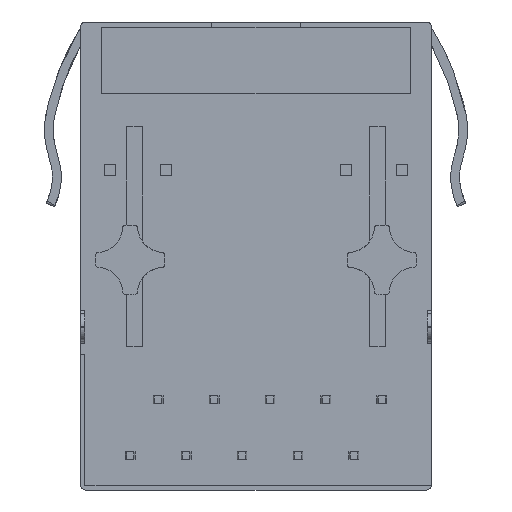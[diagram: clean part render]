
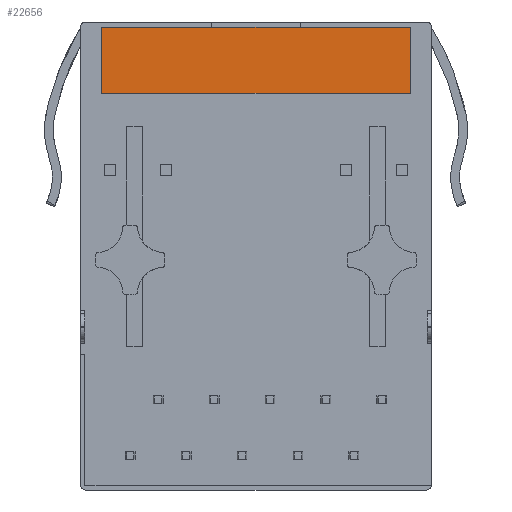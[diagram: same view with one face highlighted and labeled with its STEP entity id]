
A CAD part, front view. The second image highlights one B-rep face of the part: STEP entity #22656.
In plain terms, the highlighted planar face has unit normal (0, -1, 0).
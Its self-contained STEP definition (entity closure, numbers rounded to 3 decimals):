
#1050 = VERTEX_POINT ( 'NONE', #12855 ) ;
#1403 = AXIS2_PLACEMENT_3D ( 'NONE', #13967, #2711, #10720 ) ;
#2711 = DIRECTION ( 'NONE',  ( 0., -1., 0. ) ) ;
#4265 = VERTEX_POINT ( 'NONE', #7624 ) ;
#6597 = LINE ( 'NONE', #16491, #15596 ) ;
#7252 = LINE ( 'NONE', #16905, #13968 ) ;
#7595 = EDGE_LOOP ( 'NONE', ( #11784, #18572, #9366, #15869 ) ) ;
#7624 = CARTESIAN_POINT ( 'NONE',  ( 2.615, 4., -0.23 ) ) ;
#7801 = CARTESIAN_POINT ( 'NONE',  ( 16.615, 4., -3.23 ) ) ;
#8381 = PLANE ( 'NONE',  #1403 ) ;
#8982 = DIRECTION ( 'NONE',  ( 0., 0., 1. ) ) ;
#9366 = ORIENTED_EDGE ( 'NONE', *, *, #18670, .T. ) ;
#10720 = DIRECTION ( 'NONE',  ( 0., 0., -1. ) ) ;
#11007 = LINE ( 'NONE', #11126, #16807 ) ;
#11126 = CARTESIAN_POINT ( 'NONE',  ( 2.615, 4., -3.23 ) ) ;
#11784 = ORIENTED_EDGE ( 'NONE', *, *, #22478, .T. ) ;
#11856 = VECTOR ( 'NONE', #22561, 1000. ) ;
#12022 = CARTESIAN_POINT ( 'NONE',  ( 16.615, 4., -0.23 ) ) ;
#12855 = CARTESIAN_POINT ( 'NONE',  ( 2.615, 4., -3.23 ) ) ;
#13165 = LINE ( 'NONE', #23050, #11856 ) ;
#13926 = EDGE_CURVE ( 'NONE', #16083, #4265, #13165, .T. ) ;
#13967 = CARTESIAN_POINT ( 'NONE',  ( 0., 4., 0. ) ) ;
#13968 = VECTOR ( 'NONE', #8982, 1000. ) ;
#15596 = VECTOR ( 'NONE', #17980, 1000. ) ;
#15869 = ORIENTED_EDGE ( 'NONE', *, *, #13926, .T. ) ;
#16083 = VERTEX_POINT ( 'NONE', #12022 ) ;
#16491 = CARTESIAN_POINT ( 'NONE',  ( 16.615, 4., -3.23 ) ) ;
#16807 = VECTOR ( 'NONE', #18669, 1000. ) ;
#16905 = CARTESIAN_POINT ( 'NONE',  ( 16.615, 4., -3.23 ) ) ;
#17980 = DIRECTION ( 'NONE',  ( 1., 0., 0. ) ) ;
#18572 = ORIENTED_EDGE ( 'NONE', *, *, #21136, .T. ) ;
#18669 = DIRECTION ( 'NONE',  ( 0., 0., -1. ) ) ;
#18670 = EDGE_CURVE ( 'NONE', #21804, #16083, #7252, .T. ) ;
#21136 = EDGE_CURVE ( 'NONE', #1050, #21804, #6597, .T. ) ;
#21804 = VERTEX_POINT ( 'NONE', #7801 ) ;
#21852 = FACE_OUTER_BOUND ( 'NONE', #7595, .T. ) ;
#22478 = EDGE_CURVE ( 'NONE', #4265, #1050, #11007, .T. ) ;
#22561 = DIRECTION ( 'NONE',  ( -1., 0., 0. ) ) ;
#22656 = ADVANCED_FACE ( 'NONE', ( #21852 ), #8381, .T. ) ;
#23050 = CARTESIAN_POINT ( 'NONE',  ( 16.615, 4., -0.23 ) ) ;
